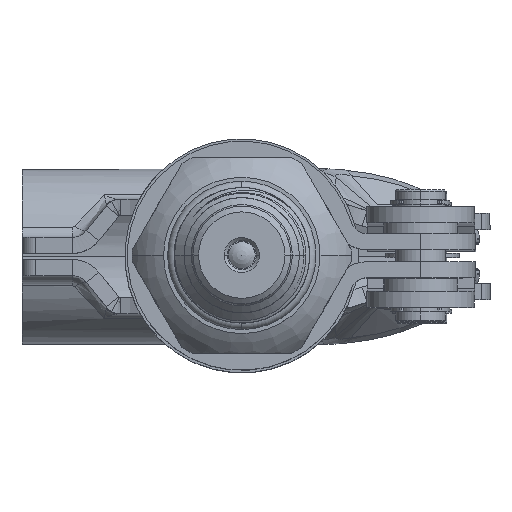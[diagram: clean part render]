
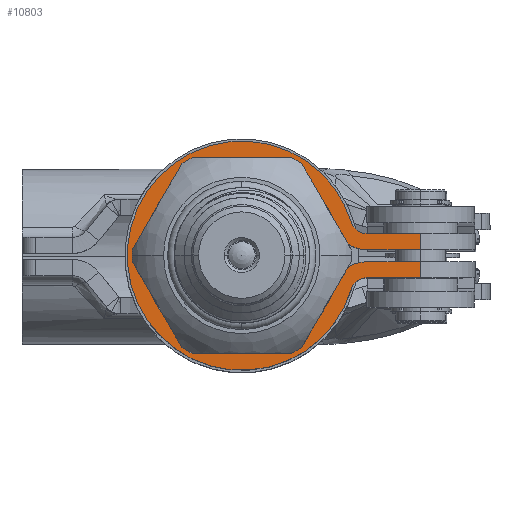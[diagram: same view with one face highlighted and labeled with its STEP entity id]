
A CAD part, top view. The second image highlights one B-rep face of the part: STEP entity #10803.
In plain terms, the highlighted planar face has unit normal (0, 0, 1).
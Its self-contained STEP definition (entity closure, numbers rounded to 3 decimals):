
#242 = CARTESIAN_POINT ( 'NONE',  ( 20.181, 4.236, -0.4 ) ) ;
#243 = DIRECTION ( 'NONE',  ( 0., 0., 1. ) ) ;
#244 = DIRECTION ( 'NONE',  ( -1., 0., 0. ) ) ;
#246 = CARTESIAN_POINT ( 'NONE',  ( 20.181, -7.764, -0.4 ) ) ;
#247 = DIRECTION ( 'NONE',  ( 0., 0., 1. ) ) ;
#248 = DIRECTION ( 'NONE',  ( -1., 0., 0. ) ) ;
#249 = CARTESIAN_POINT ( 'NONE',  ( 16.025, -2.764, -0.4 ) ) ;
#250 = DIRECTION ( 'NONE',  ( -1., 0., 0. ) ) ;
#257 = CARTESIAN_POINT ( 'NONE',  ( 16.025, -0.764, -0.4 ) ) ;
#258 = DIRECTION ( 'NONE',  ( 1., 0., 0. ) ) ;
#270 = CARTESIAN_POINT ( 'NONE',  ( 18.304, 1.836, -0.4 ) ) ;
#271 = DIRECTION ( 'NONE',  ( -1., 0., 0. ) ) ;
#278 = CARTESIAN_POINT ( 'NONE',  ( 0.056, -1.764, -0.4 ) ) ;
#279 = DIRECTION ( 'NONE',  ( 0., 0., 1. ) ) ;
#280 = DIRECTION ( 'NONE',  ( -1., 0., 0. ) ) ;
#281 = CARTESIAN_POINT ( 'NONE',  ( 18.304, -5.364, -0.4 ) ) ;
#282 = DIRECTION ( 'NONE',  ( 1., 0., 0. ) ) ;
#287 = DIRECTION ( 'NONE',  ( 0., 1., 0. ) ) ;
#289 = CARTESIAN_POINT ( 'NONE',  ( 29.056, -15.964, -0.4 ) ) ;
#293 = DIRECTION ( 'NONE',  ( 0., 1., 0. ) ) ;
#294 = CARTESIAN_POINT ( 'NONE',  ( 20.255, 4.336, -0.4 ) ) ;
#295 = DIRECTION ( 'NONE',  ( 0., 0., -1. ) ) ;
#296 = DIRECTION ( 'NONE',  ( -1., 0., 0. ) ) ;
#297 = CARTESIAN_POINT ( 'NONE',  ( 29.056, -15.964, -0.4 ) ) ;
#298 = CARTESIAN_POINT ( 'NONE',  ( 20.255, -7.864, -0.4 ) ) ;
#299 = DIRECTION ( 'NONE',  ( 0., 0., -1. ) ) ;
#300 = DIRECTION ( 'NONE',  ( -1., 0., 0. ) ) ;
#4228 = EDGE_CURVE ( 'NONE', #7141, #7557, #27010, .T. ) ;
#4260 = EDGE_CURVE ( 'NONE', #7557, #7086, #27038, .T. ) ;
#4262 = EDGE_CURVE ( 'NONE', #7574, #7141, #27036, .T. ) ;
#4270 = EDGE_CURVE ( 'NONE', #7646, #7574, #27042, .T. ) ;
#4276 = EDGE_CURVE ( 'NONE', #7086, #7260, #27047, .T. ) ;
#4286 = EDGE_CURVE ( 'NONE', #7117, #7116, #27052, .T. ) ;
#4292 = EDGE_CURVE ( 'NONE', #7656, #7155, #27058, .T. ) ;
#4299 = EDGE_CURVE ( 'NONE', #7701, #7221, #27061, .T. ) ;
#4305 = EDGE_CURVE ( 'NONE', #7260, #7117, #27066, .T. ) ;
#4307 = EDGE_CURVE ( 'NONE', #7116, #7656, #27068, .T. ) ;
#4309 = EDGE_CURVE ( 'NONE', #7155, #7701, #27071, .T. ) ;
#4310 = ORIENTED_EDGE ( 'NONE', *, *, #4286, .T. ) ;
#4311 = EDGE_CURVE ( 'NONE', #7221, #7646, #27069, .T. ) ;
#4331 = ORIENTED_EDGE ( 'NONE', *, *, #4305, .T. ) ;
#4743 = ORIENTED_EDGE ( 'NONE', *, *, #4262, .T. ) ;
#4800 = ORIENTED_EDGE ( 'NONE', *, *, #4228, .T. ) ;
#4808 = ORIENTED_EDGE ( 'NONE', *, *, #4276, .T. ) ;
#4811 = ORIENTED_EDGE ( 'NONE', *, *, #4260, .T. ) ;
#4933 = ORIENTED_EDGE ( 'NONE', *, *, #4307, .T. ) ;
#4946 = ORIENTED_EDGE ( 'NONE', *, *, #4292, .T. ) ;
#5001 = ORIENTED_EDGE ( 'NONE', *, *, #4309, .T. ) ;
#5006 = ORIENTED_EDGE ( 'NONE', *, *, #4299, .T. ) ;
#5015 = ORIENTED_EDGE ( 'NONE', *, *, #4311, .T. ) ;
#5022 = ORIENTED_EDGE ( 'NONE', *, *, #4270, .T. ) ;
#7086 = VERTEX_POINT ( 'NONE', #23615 ) ;
#7116 = VERTEX_POINT ( 'NONE', #23622 ) ;
#7117 = VERTEX_POINT ( 'NONE', #23635 ) ;
#7141 = VERTEX_POINT ( 'NONE', #23657 ) ;
#7155 = VERTEX_POINT ( 'NONE', #23670 ) ;
#7221 = VERTEX_POINT ( 'NONE', #23710 ) ;
#7260 = VERTEX_POINT ( 'NONE', #23754 ) ;
#7557 = VERTEX_POINT ( 'NONE', #23931 ) ;
#7574 = VERTEX_POINT ( 'NONE', #23948 ) ;
#7646 = VERTEX_POINT ( 'NONE', #23999 ) ;
#7656 = VERTEX_POINT ( 'NONE', #23995 ) ;
#7701 = VERTEX_POINT ( 'NONE', #24033 ) ;
#8140 = CARTESIAN_POINT ( 'NONE',  ( 0.056, -1.764, -0.4 ) ) ;
#8141 = PLANE ( 'NONE',  #19550 ) ;
#8146 = DIRECTION ( 'NONE',  ( 0., 0., 1. ) ) ;
#8147 = DIRECTION ( 'NONE',  ( -1., 0., 0. ) ) ;
#10803 = ADVANCED_FACE ( 'NONE', ( #22229 ), #8141, .T. ) ;
#19151 = AXIS2_PLACEMENT_3D ( 'NONE', #23451, #23452, #23454 ) ;
#19157 = AXIS2_PLACEMENT_3D ( 'NONE', #242, #243, #244 ) ;
#19158 = AXIS2_PLACEMENT_3D ( 'NONE', #246, #247, #248 ) ;
#19165 = AXIS2_PLACEMENT_3D ( 'NONE', #278, #279, #280 ) ;
#19168 = AXIS2_PLACEMENT_3D ( 'NONE', #294, #295, #296 ) ;
#19169 = AXIS2_PLACEMENT_3D ( 'NONE', #298, #299, #300 ) ;
#19550 = AXIS2_PLACEMENT_3D ( 'NONE', #8140, #8146, #8147 ) ;
#22229 = FACE_OUTER_BOUND ( 'NONE', #25645, .T. ) ;
#23451 = CARTESIAN_POINT ( 'NONE',  ( 0.056, -1.764, -0.4 ) ) ;
#23452 = DIRECTION ( 'NONE',  ( 0., 0., -1. ) ) ;
#23454 = DIRECTION ( 'NONE',  ( -1., 0., 0. ) ) ;
#23615 = CARTESIAN_POINT ( 'NONE',  ( 20.181, -0.764, -0.4 ) ) ;
#23622 = CARTESIAN_POINT ( 'NONE',  ( 20.255, 1.836, -0.4 ) ) ;
#23635 = CARTESIAN_POINT ( 'NONE',  ( 29.056, 1.836, -0.4 ) ) ;
#23657 = CARTESIAN_POINT ( 'NONE',  ( 15.389, -6.335, -0.4 ) ) ;
#23670 = CARTESIAN_POINT ( 'NONE',  ( 17.862, -7.141, -0.4 ) ) ;
#23710 = CARTESIAN_POINT ( 'NONE',  ( 29.056, -5.364, -0.4 ) ) ;
#23754 = CARTESIAN_POINT ( 'NONE',  ( 29.056, -0.764, -0.4 ) ) ;
#23931 = CARTESIAN_POINT ( 'NONE',  ( 15.389, 2.808, -0.4 ) ) ;
#23948 = CARTESIAN_POINT ( 'NONE',  ( 20.181, -2.764, -0.4 ) ) ;
#23995 = CARTESIAN_POINT ( 'NONE',  ( 17.862, 3.613, -0.4 ) ) ;
#23999 = CARTESIAN_POINT ( 'NONE',  ( 29.056, -2.764, -0.4 ) ) ;
#24033 = CARTESIAN_POINT ( 'NONE',  ( 20.255, -5.364, -0.4 ) ) ;
#25645 = EDGE_LOOP ( 'NONE', ( #4800, #4811, #4808, #4331, #4310, #4933, #4946, #5001, #5006, #5015, #5022, #4743 ) ) ;
#27010 = CIRCLE ( 'NONE', #19151, 16. ) ;
#27036 = CIRCLE ( 'NONE', #19158, 5. ) ;
#27038 = CIRCLE ( 'NONE', #19157, 5. ) ;
#27042 = LINE ( 'NONE', #249, #27046 ) ;
#27046 = VECTOR ( 'NONE', #250, 1000. ) ;
#27047 = LINE ( 'NONE', #257, #27050 ) ;
#27050 = VECTOR ( 'NONE', #258, 1000. ) ;
#27052 = LINE ( 'NONE', #270, #27056 ) ;
#27056 = VECTOR ( 'NONE', #271, 1000. ) ;
#27058 = CIRCLE ( 'NONE', #19165, 18.6 ) ;
#27061 = LINE ( 'NONE', #281, #27065 ) ;
#27065 = VECTOR ( 'NONE', #282, 1000. ) ;
#27066 = LINE ( 'NONE', #289, #27070 ) ;
#27068 = CIRCLE ( 'NONE', #19168, 2.5 ) ;
#27069 = LINE ( 'NONE', #297, #27074 ) ;
#27070 = VECTOR ( 'NONE', #287, 1000. ) ;
#27071 = CIRCLE ( 'NONE', #19169, 2.5 ) ;
#27074 = VECTOR ( 'NONE', #293, 1000. ) ;
